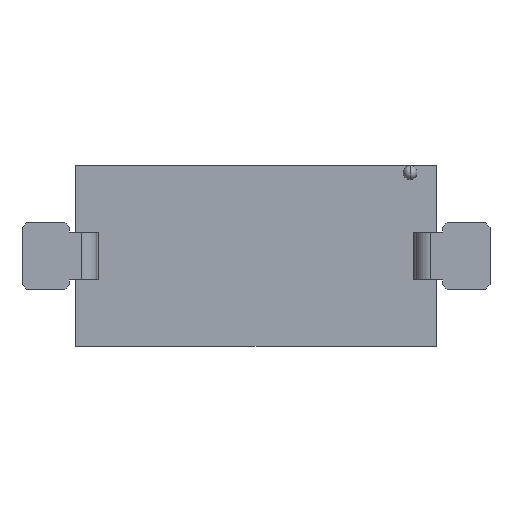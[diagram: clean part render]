
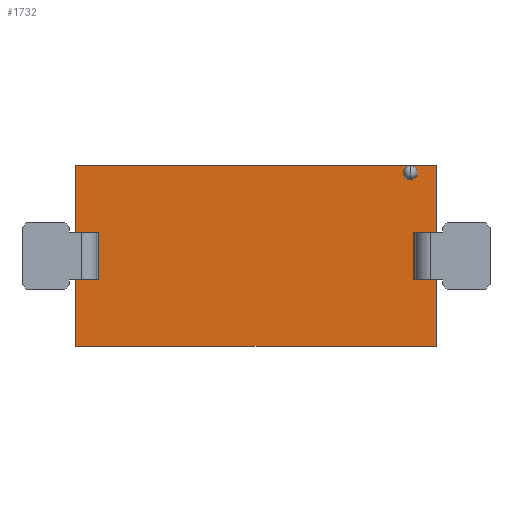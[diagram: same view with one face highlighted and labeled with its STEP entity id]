
A CAD part, front view. The second image highlights one B-rep face of the part: STEP entity #1732.
In plain terms, the highlighted planar face has unit normal (0, -1, 0).
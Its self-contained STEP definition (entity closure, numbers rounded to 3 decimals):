
#59 = ORIENTED_EDGE ( 'NONE', *, *, #2280, .F. ) ;
#78 = CARTESIAN_POINT ( 'NONE',  ( 14.07, 0., 8.25 ) ) ;
#141 = CARTESIAN_POINT ( 'NONE',  ( 14.36, 0., -2.175 ) ) ;
#149 = EDGE_LOOP ( 'NONE', ( #2769, #2512 ) ) ;
#253 = DIRECTION ( 'NONE',  ( 0., 0., 1. ) ) ;
#291 = DIRECTION ( 'NONE',  ( -1., 0., 0. ) ) ;
#329 = CARTESIAN_POINT ( 'NONE',  ( 0., 0., 0. ) ) ;
#391 = DIRECTION ( 'NONE',  ( 0., 0., -1. ) ) ;
#407 = EDGE_CURVE ( 'NONE', #3182, #4950, #3948, .T. ) ;
#422 = VECTOR ( 'NONE', #6194, 1000. ) ;
#425 = CIRCLE ( 'NONE', #6138, 0.635 ) ;
#470 = CARTESIAN_POINT ( 'NONE',  ( -16.46, 0., -2.175 ) ) ;
#475 = CARTESIAN_POINT ( 'NONE',  ( -14.36, 0., 0. ) ) ;
#597 = EDGE_CURVE ( 'NONE', #2067, #4167, #3809, .T. ) ;
#620 = CARTESIAN_POINT ( 'NONE',  ( -14.36, 0., -2.175 ) ) ;
#724 = VERTEX_POINT ( 'NONE', #5370 ) ;
#799 = FACE_BOUND ( 'NONE', #149, .T. ) ;
#828 = DIRECTION ( 'NONE',  ( 1., 0., 0. ) ) ;
#857 = CARTESIAN_POINT ( 'NONE',  ( 14.36, 0., 2.175 ) ) ;
#887 = VERTEX_POINT ( 'NONE', #78 ) ;
#906 = ORIENTED_EDGE ( 'NONE', *, *, #5765, .F. ) ;
#942 = LINE ( 'NONE', #5382, #2016 ) ;
#990 = CARTESIAN_POINT ( 'NONE',  ( 16.46, 0., 8.255 ) ) ;
#996 = VERTEX_POINT ( 'NONE', #2580 ) ;
#1002 = EDGE_CURVE ( 'NONE', #1441, #5939, #1827, .T. ) ;
#1039 = EDGE_CURVE ( 'NONE', #887, #1689, #4941, .T. ) ;
#1064 = ORIENTED_EDGE ( 'NONE', *, *, #4515, .F. ) ;
#1324 = CARTESIAN_POINT ( 'NONE',  ( 14.36, 0., -2.175 ) ) ;
#1433 = VECTOR ( 'NONE', #6224, 1000. ) ;
#1441 = VERTEX_POINT ( 'NONE', #990 ) ;
#1490 = DIRECTION ( 'NONE',  ( 0., 0., -1. ) ) ;
#1592 = ORIENTED_EDGE ( 'NONE', *, *, #597, .T. ) ;
#1634 = LINE ( 'NONE', #475, #1953 ) ;
#1667 = ORIENTED_EDGE ( 'NONE', *, *, #2466, .F. ) ;
#1689 = VERTEX_POINT ( 'NONE', #5664 ) ;
#1719 = CARTESIAN_POINT ( 'NONE',  ( -14.36, 0., -2.175 ) ) ;
#1732 = ADVANCED_FACE ( 'NONE', ( #799, #6169 ), #3804, .T. ) ;
#1743 = DIRECTION ( 'NONE',  ( -1., 0., 0. ) ) ;
#1754 = LINE ( 'NONE', #857, #1913 ) ;
#1790 = CARTESIAN_POINT ( 'NONE',  ( -16.46, 0., 8.255 ) ) ;
#1819 = CARTESIAN_POINT ( 'NONE',  ( -14.36, 0., 2.175 ) ) ;
#1827 = LINE ( 'NONE', #6038, #6104 ) ;
#1841 = VERTEX_POINT ( 'NONE', #1858 ) ;
#1858 = CARTESIAN_POINT ( 'NONE',  ( -16.46, 0., 8.255 ) ) ;
#1913 = VECTOR ( 'NONE', #5284, 1000. ) ;
#1934 = CARTESIAN_POINT ( 'NONE',  ( 14.36, 0., 2.175 ) ) ;
#1953 = VECTOR ( 'NONE', #5341, 1000. ) ;
#2016 = VECTOR ( 'NONE', #1490, 1000. ) ;
#2067 = VERTEX_POINT ( 'NONE', #620 ) ;
#2168 = DIRECTION ( 'NONE',  ( 0., 0., 1. ) ) ;
#2214 = VECTOR ( 'NONE', #2168, 1000. ) ;
#2235 = CARTESIAN_POINT ( 'NONE',  ( -16.46, 0., -8.255 ) ) ;
#2256 = ORIENTED_EDGE ( 'NONE', *, *, #4119, .F. ) ;
#2280 = EDGE_CURVE ( 'NONE', #2846, #4167, #2882, .T. ) ;
#2309 = DIRECTION ( 'NONE',  ( 0., 0., -1. ) ) ;
#2320 = LINE ( 'NONE', #1324, #3396 ) ;
#2334 = VECTOR ( 'NONE', #291, 1000. ) ;
#2394 = DIRECTION ( 'NONE',  ( 0., -1., 0. ) ) ;
#2428 = ORIENTED_EDGE ( 'NONE', *, *, #2913, .T. ) ;
#2466 = EDGE_CURVE ( 'NONE', #724, #2846, #6014, .T. ) ;
#2512 = ORIENTED_EDGE ( 'NONE', *, *, #4745, .F. ) ;
#2522 = VECTOR ( 'NONE', #253, 1000. ) ;
#2568 = ORIENTED_EDGE ( 'NONE', *, *, #3832, .F. ) ;
#2580 = CARTESIAN_POINT ( 'NONE',  ( -16.46, 0., 2.175 ) ) ;
#2598 = CARTESIAN_POINT ( 'NONE',  ( 16.46, 0., 2.175 ) ) ;
#2674 = VERTEX_POINT ( 'NONE', #1819 ) ;
#2707 = ORIENTED_EDGE ( 'NONE', *, *, #1002, .F. ) ;
#2715 = DIRECTION ( 'NONE',  ( 0., -1., 0. ) ) ;
#2762 = CARTESIAN_POINT ( 'NONE',  ( -14.36, 0., 2.175 ) ) ;
#2769 = ORIENTED_EDGE ( 'NONE', *, *, #1039, .F. ) ;
#2812 = DIRECTION ( 'NONE',  ( 0., -1., 0. ) ) ;
#2846 = VERTEX_POINT ( 'NONE', #3315 ) ;
#2882 = LINE ( 'NONE', #3115, #2214 ) ;
#2913 = EDGE_CURVE ( 'NONE', #3182, #5939, #1754, .T. ) ;
#3115 = CARTESIAN_POINT ( 'NONE',  ( -16.46, 0., 8.255 ) ) ;
#3162 = CARTESIAN_POINT ( 'NONE',  ( -16.46, 0., 8.255 ) ) ;
#3182 = VERTEX_POINT ( 'NONE', #1934 ) ;
#3261 = DIRECTION ( 'NONE',  ( 0., 0., -1. ) ) ;
#3315 = CARTESIAN_POINT ( 'NONE',  ( -16.46, 0., -8.255 ) ) ;
#3396 = VECTOR ( 'NONE', #828, 1000. ) ;
#3564 = VECTOR ( 'NONE', #1743, 1000. ) ;
#3804 = PLANE ( 'NONE',  #5583 ) ;
#3809 = LINE ( 'NONE', #1719, #3564 ) ;
#3810 = EDGE_CURVE ( 'NONE', #2674, #996, #5924, .T. ) ;
#3832 = EDGE_CURVE ( 'NONE', #4950, #5573, #2320, .T. ) ;
#3948 = LINE ( 'NONE', #4502, #4192 ) ;
#4119 = EDGE_CURVE ( 'NONE', #1841, #1441, #5774, .T. ) ;
#4167 = VERTEX_POINT ( 'NONE', #470 ) ;
#4192 = VECTOR ( 'NONE', #5049, 1000. ) ;
#4479 = EDGE_LOOP ( 'NONE', ( #1592, #59, #1667, #906, #2568, #5190, #2428, #2707, #2256, #1064, #6202, #6004 ) ) ;
#4502 = CARTESIAN_POINT ( 'NONE',  ( 14.36, 0., 0. ) ) ;
#4515 = EDGE_CURVE ( 'NONE', #996, #1841, #5609, .T. ) ;
#4745 = EDGE_CURVE ( 'NONE', #1689, #887, #425, .T. ) ;
#4941 = CIRCLE ( 'NONE', #6294, 0.635 ) ;
#4950 = VERTEX_POINT ( 'NONE', #141 ) ;
#5049 = DIRECTION ( 'NONE',  ( 0., 0., -1. ) ) ;
#5190 = ORIENTED_EDGE ( 'NONE', *, *, #407, .F. ) ;
#5284 = DIRECTION ( 'NONE',  ( 1., 0., 0. ) ) ;
#5341 = DIRECTION ( 'NONE',  ( 0., 0., -1. ) ) ;
#5344 = CARTESIAN_POINT ( 'NONE',  ( 14.07, 0., 7.615 ) ) ;
#5370 = CARTESIAN_POINT ( 'NONE',  ( 16.46, 0., -8.255 ) ) ;
#5382 = CARTESIAN_POINT ( 'NONE',  ( 16.46, 0., 8.255 ) ) ;
#5573 = VERTEX_POINT ( 'NONE', #6280 ) ;
#5583 = AXIS2_PLACEMENT_3D ( 'NONE', #329, #2715, #3261 ) ;
#5609 = LINE ( 'NONE', #3162, #2522 ) ;
#5664 = CARTESIAN_POINT ( 'NONE',  ( 14.07, 0., 6.98 ) ) ;
#5763 = CARTESIAN_POINT ( 'NONE',  ( 14.07, 0., 7.615 ) ) ;
#5765 = EDGE_CURVE ( 'NONE', #5573, #724, #942, .T. ) ;
#5774 = LINE ( 'NONE', #1790, #422 ) ;
#5924 = LINE ( 'NONE', #2762, #1433 ) ;
#5939 = VERTEX_POINT ( 'NONE', #2598 ) ;
#6004 = ORIENTED_EDGE ( 'NONE', *, *, #6357, .T. ) ;
#6014 = LINE ( 'NONE', #2235, #2334 ) ;
#6038 = CARTESIAN_POINT ( 'NONE',  ( 16.46, 0., 8.255 ) ) ;
#6056 = DIRECTION ( 'NONE',  ( 0., 0., -1. ) ) ;
#6104 = VECTOR ( 'NONE', #6056, 1000. ) ;
#6138 = AXIS2_PLACEMENT_3D ( 'NONE', #5344, #2394, #391 ) ;
#6169 = FACE_OUTER_BOUND ( 'NONE', #4479, .T. ) ;
#6194 = DIRECTION ( 'NONE',  ( 1., 0., 0. ) ) ;
#6202 = ORIENTED_EDGE ( 'NONE', *, *, #3810, .F. ) ;
#6224 = DIRECTION ( 'NONE',  ( -1., 0., 0. ) ) ;
#6280 = CARTESIAN_POINT ( 'NONE',  ( 16.46, 0., -2.175 ) ) ;
#6294 = AXIS2_PLACEMENT_3D ( 'NONE', #5763, #2812, #2309 ) ;
#6357 = EDGE_CURVE ( 'NONE', #2674, #2067, #1634, .T. ) ;
